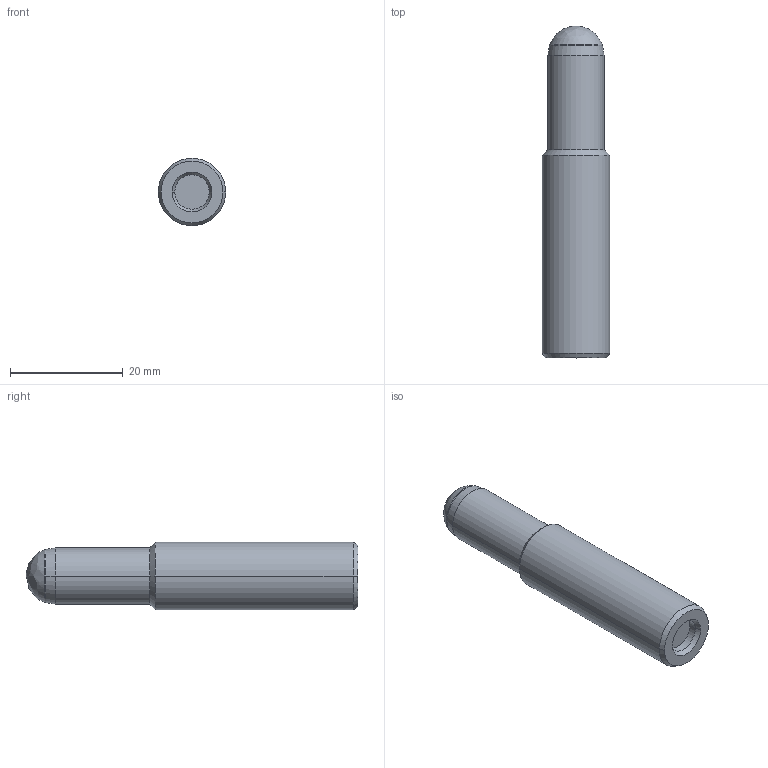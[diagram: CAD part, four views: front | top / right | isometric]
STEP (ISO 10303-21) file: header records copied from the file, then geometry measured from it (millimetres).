
FILE_DESCRIPTION (( 'STEP AP203' ), '1' );
FILE_NAME ('R5_S12.STEP', '2024-04-15T10:00:20', ( '' ), ( '' ), 'SwSTEP 2.0', 'SolidWorks 2023', '' );
FILE_SCHEMA (( 'CONFIG_CONTROL_DESIGN' ));
Length unit declared in the file: millimetre
Products named in the file (1): R5_S12
Bounding box: 12 x 59 x 12 mm (x, y, z)
Volume: 5682.5 mm3; surface area: 2230.4 mm2
Topology: 1 solids, 1 shells, 19 faces, 36 edges, 20 vertices
Faces by surface type: cylinder 8, cone 8, plane 2, bspline 1
Entity records: 562 total; most frequent: DIRECTION 94, CARTESIAN_POINT 91, ORIENTED_EDGE 72, AXIS2_PLACEMENT_3D 39, EDGE_CURVE 36, VERTEX_POINT 20, CIRCLE 20, EDGE_LOOP 20
